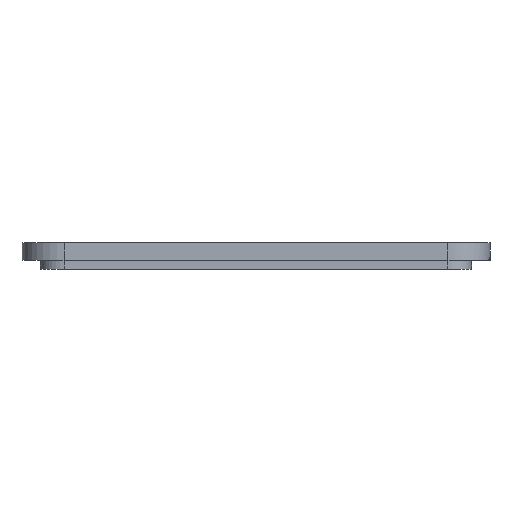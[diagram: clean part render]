
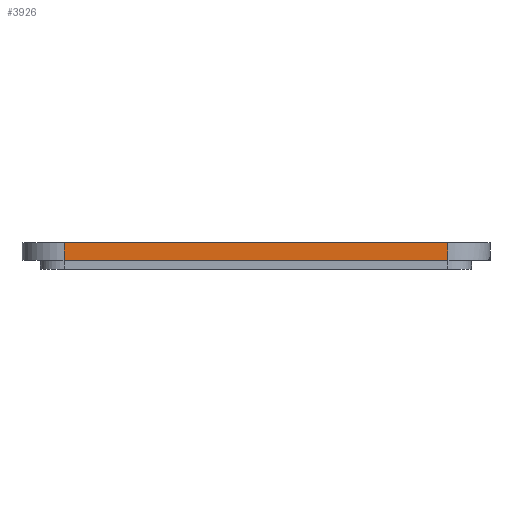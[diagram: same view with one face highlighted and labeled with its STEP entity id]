
A CAD part, left-side view. The second image highlights one B-rep face of the part: STEP entity #3926.
In plain terms, the highlighted planar face has unit normal (-1, 0, 0).
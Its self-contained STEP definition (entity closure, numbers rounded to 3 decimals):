
#120=PLANE('',#4119);
#677=FACE_OUTER_BOUND('',#923,.T.);
#923=EDGE_LOOP('',(#3673,#3674,#3675,#3676));
#969=LINE('',#6667,#1223);
#1173=LINE('',#10201,#1427);
#1177=LINE('',#10214,#1431);
#1178=LINE('',#10216,#1432);
#1223=VECTOR('',#4243,10.);
#1427=VECTOR('',#4709,10.);
#1431=VECTOR('',#4723,10.);
#1432=VECTOR('',#4726,10.);
#1695=VERTEX_POINT('',#6664);
#1696=VERTEX_POINT('',#6666);
#1905=VERTEX_POINT('',#10198);
#1906=VERTEX_POINT('',#10200);
#2110=EDGE_CURVE('',#1695,#1696,#969,.T.);
#2493=EDGE_CURVE('',#1905,#1906,#1173,.T.);
#2500=EDGE_CURVE('',#1905,#1696,#1177,.T.);
#2501=EDGE_CURVE('',#1906,#1695,#1178,.T.);
#3673=ORIENTED_EDGE('',*,*,#2493,.F.);
#3674=ORIENTED_EDGE('',*,*,#2500,.T.);
#3675=ORIENTED_EDGE('',*,*,#2110,.F.);
#3676=ORIENTED_EDGE('',*,*,#2501,.F.);
#3926=ADVANCED_FACE('',(#677),#120,.T.);
#4119=AXIS2_PLACEMENT_3D('',#10215,#4724,#4725);
#4243=DIRECTION('',(0.,-1.,0.));
#4709=DIRECTION('',(0.,1.,0.));
#4723=DIRECTION('',(0.,0.,1.));
#4724=DIRECTION('center_axis',(-1.,0.,0.));
#4725=DIRECTION('ref_axis',(0.,-1.,0.));
#4726=DIRECTION('',(0.,0.,1.));
#6664=CARTESIAN_POINT('',(-25.478,16.065,7.5));
#6666=CARTESIAN_POINT('',(-25.478,-16.257,7.5));
#6667=CARTESIAN_POINT('',(-25.478,7.985,7.5));
#10198=CARTESIAN_POINT('',(-25.478,-16.257,6.));
#10200=CARTESIAN_POINT('',(-25.478,16.065,6.));
#10201=CARTESIAN_POINT('',(-25.478,7.985,6.));
#10214=CARTESIAN_POINT('',(-25.478,-16.257,6.));
#10215=CARTESIAN_POINT('Origin',(-25.478,16.065,6.));
#10216=CARTESIAN_POINT('',(-25.478,16.065,6.));
